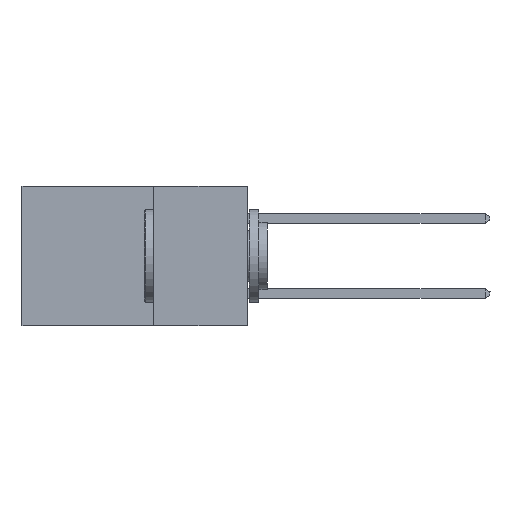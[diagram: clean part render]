
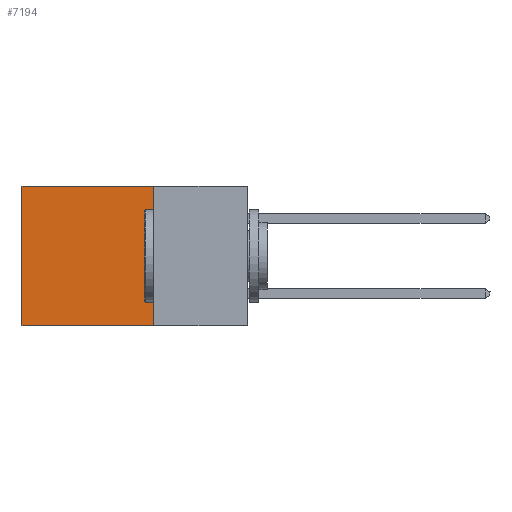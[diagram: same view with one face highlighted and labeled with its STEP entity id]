
A CAD part, left-side view. The second image highlights one B-rep face of the part: STEP entity #7194.
In plain terms, the highlighted planar face has unit normal (-1, 0, 0).
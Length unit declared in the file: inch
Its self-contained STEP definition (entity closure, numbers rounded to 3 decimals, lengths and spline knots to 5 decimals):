
#183 = CARTESIAN_POINT ( 'NONE',  ( 0.2615, 0.25, 0. ) ) ;
#2089 = VECTOR ( 'NONE', #17015, 39.37008 ) ;
#2886 = PLANE ( 'NONE',  #13519 ) ;
#4778 = DIRECTION ( 'NONE',  ( 0., 0., -1. ) ) ;
#5529 = FACE_OUTER_BOUND ( 'NONE', #10084, .T. ) ;
#6044 = DIRECTION ( 'NONE',  ( 0., 1., 0. ) ) ;
#6202 = VERTEX_POINT ( 'NONE', #21301 ) ;
#6533 = CARTESIAN_POINT ( 'NONE',  ( 0.2615, 0.6, -0.37 ) ) ;
#6669 = DIRECTION ( 'NONE',  ( 0., 0., -1. ) ) ;
#7142 = LINE ( 'NONE', #183, #2089 ) ;
#7158 = EDGE_CURVE ( 'NONE', #6202, #11944, #22639, .T. ) ;
#7194 = ADVANCED_FACE ( 'NONE', ( #5529 ), #2886, .F. ) ;
#8351 = LINE ( 'NONE', #17728, #13232 ) ;
#8557 = CARTESIAN_POINT ( 'NONE',  ( 0.2615, 0.25, -0.37 ) ) ;
#10084 = EDGE_LOOP ( 'NONE', ( #22013, #18228, #19337, #13461 ) ) ;
#10317 = DIRECTION ( 'NONE',  ( 0., 0., -1. ) ) ;
#10902 = VECTOR ( 'NONE', #6044, 39.37008 ) ;
#10919 = CARTESIAN_POINT ( 'NONE',  ( 0.2615, 0.25, 0. ) ) ;
#11136 = VECTOR ( 'NONE', #10317, 39.37008 ) ;
#11944 = VERTEX_POINT ( 'NONE', #16634 ) ;
#13232 = VECTOR ( 'NONE', #6669, 39.37008 ) ;
#13461 = ORIENTED_EDGE ( 'NONE', *, *, #16348, .T. ) ;
#13519 = AXIS2_PLACEMENT_3D ( 'NONE', #8557, #15917, #4778 ) ;
#15274 = CARTESIAN_POINT ( 'NONE',  ( 0.2615, 0.25, -0.37 ) ) ;
#15771 = LINE ( 'NONE', #15274, #10902 ) ;
#15917 = DIRECTION ( 'NONE',  ( 1., 0., 0. ) ) ;
#16348 = EDGE_CURVE ( 'NONE', #18727, #6202, #7142, .T. ) ;
#16634 = CARTESIAN_POINT ( 'NONE',  ( 0.2615, 0.6, -0.37 ) ) ;
#17015 = DIRECTION ( 'NONE',  ( 0., 1., 0. ) ) ;
#17728 = CARTESIAN_POINT ( 'NONE',  ( 0.2615, 0.25, -0.37 ) ) ;
#18228 = ORIENTED_EDGE ( 'NONE', *, *, #19747, .F. ) ;
#18439 = CARTESIAN_POINT ( 'NONE',  ( 0.2615, 0.25, -0.37 ) ) ;
#18727 = VERTEX_POINT ( 'NONE', #10919 ) ;
#19197 = EDGE_CURVE ( 'NONE', #18727, #19493, #8351, .T. ) ;
#19337 = ORIENTED_EDGE ( 'NONE', *, *, #19197, .F. ) ;
#19493 = VERTEX_POINT ( 'NONE', #18439 ) ;
#19747 = EDGE_CURVE ( 'NONE', #19493, #11944, #15771, .T. ) ;
#21301 = CARTESIAN_POINT ( 'NONE',  ( 0.2615, 0.6, 0. ) ) ;
#22013 = ORIENTED_EDGE ( 'NONE', *, *, #7158, .T. ) ;
#22639 = LINE ( 'NONE', #6533, #11136 ) ;
